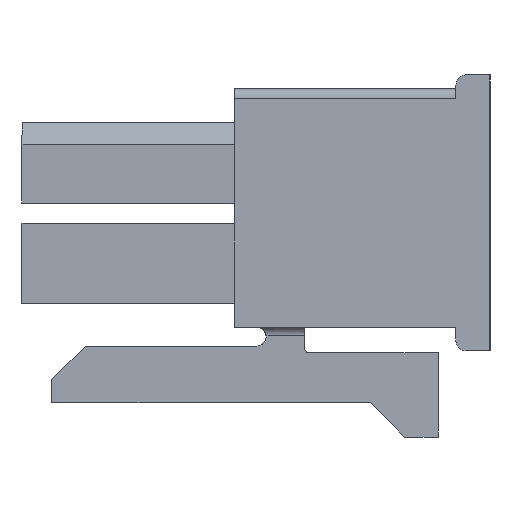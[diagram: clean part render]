
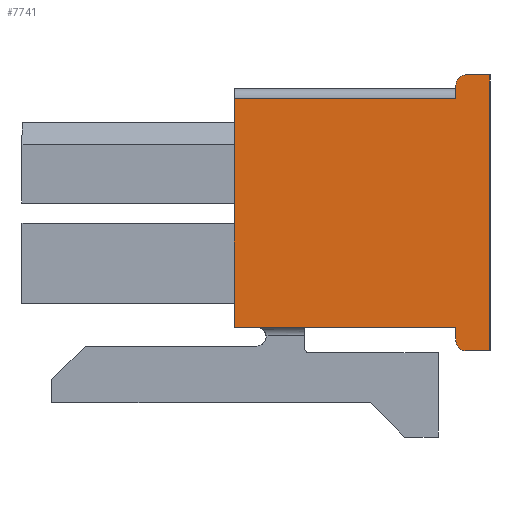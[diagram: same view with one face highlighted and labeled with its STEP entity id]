
A CAD part, left-side view. The second image highlights one B-rep face of the part: STEP entity #7741.
In plain terms, the highlighted planar face has unit normal (-1, 0, 0).
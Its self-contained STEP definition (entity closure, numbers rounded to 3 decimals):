
#2535=DIRECTION('',(0.,1.,0.));
#2536=VECTOR('',#2535,6.63);
#2537=CARTESIAN_POINT('',(-10.93,-2.98,3.43));
#2538=LINE('',#2537,#2536);
#2539=DIRECTION('',(0.,0.,-1.));
#2540=VECTOR('',#2539,0.4);
#2541=CARTESIAN_POINT('',(-10.93,-2.98,3.83));
#2542=LINE('',#2541,#2540);
#2543=CARTESIAN_POINT('',(-10.93,-3.28,3.83));
#2544=DIRECTION('',(-1.,0.,0.));
#2545=DIRECTION('',(0.,0.,1.));
#2546=AXIS2_PLACEMENT_3D('',#2543,#2544,#2545);
#2548=DIRECTION('',(0.,1.,0.));
#2549=VECTOR('',#2548,0.72);
#2550=CARTESIAN_POINT('',(-10.93,-4.,4.13));
#2551=LINE('',#2550,#2549);
#2552=DIRECTION('',(0.,0.,1.));
#2553=VECTOR('',#2552,8.25);
#2554=CARTESIAN_POINT('',(-10.93,-4.,-4.12));
#2555=LINE('',#2554,#2553);
#2556=DIRECTION('',(0.,-1.,0.));
#2557=VECTOR('',#2556,0.73);
#2558=CARTESIAN_POINT('',(-10.93,-3.27,-4.12));
#2559=LINE('',#2558,#2557);
#2560=CARTESIAN_POINT('',(-10.93,-3.27,-3.83));
#2561=DIRECTION('',(-1.,0.,0.));
#2562=DIRECTION('',(0.,1.,0.));
#2563=AXIS2_PLACEMENT_3D('',#2560,#2561,#2562);
#2565=DIRECTION('',(0.,0.,-1.));
#2566=VECTOR('',#2565,0.41);
#2567=CARTESIAN_POINT('',(-10.93,-2.98,-3.42));
#2568=LINE('',#2567,#2566);
#2569=DIRECTION('',(0.,-1.,0.));
#2570=VECTOR('',#2569,6.63);
#2571=CARTESIAN_POINT('',(-10.93,3.65,-3.42));
#2572=LINE('',#2571,#2570);
#2573=DIRECTION('',(0.,0.,-1.));
#2574=VECTOR('',#2573,6.85);
#2575=CARTESIAN_POINT('',(-10.93,3.65,3.43));
#2576=LINE('',#2575,#2574);
#3045=CARTESIAN_POINT('',(-10.93,-2.98,3.43));
#3046=CARTESIAN_POINT('',(-10.93,3.65,3.43));
#3047=VERTEX_POINT('',#3045);
#3048=VERTEX_POINT('',#3046);
#3049=CARTESIAN_POINT('',(-10.93,-2.98,3.83));
#3050=VERTEX_POINT('',#3049);
#3051=CARTESIAN_POINT('',(-10.93,-4.,4.13));
#3052=CARTESIAN_POINT('',(-10.93,-3.28,4.13));
#3053=VERTEX_POINT('',#3051);
#3054=VERTEX_POINT('',#3052);
#3055=CARTESIAN_POINT('',(-10.93,-4.,-4.12));
#3056=VERTEX_POINT('',#3055);
#3057=CARTESIAN_POINT('',(-10.93,-3.27,-4.12));
#3058=VERTEX_POINT('',#3057);
#3059=CARTESIAN_POINT('',(-10.93,-2.98,-3.42));
#3060=CARTESIAN_POINT('',(-10.93,-2.98,-3.83));
#3061=VERTEX_POINT('',#3059);
#3062=VERTEX_POINT('',#3060);
#3063=CARTESIAN_POINT('',(-10.93,3.65,-3.42));
#3064=VERTEX_POINT('',#3063);
#7724=CARTESIAN_POINT('',(-10.93,0.,0.));
#7725=DIRECTION('',(1.,0.,0.));
#7726=DIRECTION('',(0.,1.,0.));
#7727=AXIS2_PLACEMENT_3D('',#7724,#7725,#7726);
#7728=PLANE('',#7727);
#7729=ORIENTED_EDGE('',*,*,#4060,.F.);
#7730=ORIENTED_EDGE('',*,*,#7001,.F.);
#7731=ORIENTED_EDGE('',*,*,#7015,.F.);
#7732=ORIENTED_EDGE('',*,*,#7029,.F.);
#7733=ORIENTED_EDGE('',*,*,#7046,.F.);
#7734=ORIENTED_EDGE('',*,*,#7679,.F.);
#7735=ORIENTED_EDGE('',*,*,#7705,.F.);
#7736=ORIENTED_EDGE('',*,*,#7635,.F.);
#7737=ORIENTED_EDGE('',*,*,#7213,.F.);
#7738=ORIENTED_EDGE('',*,*,#4089,.F.);
#7739=EDGE_LOOP('',(#7729,#7730,#7731,#7732,#7733,#7734,#7735,#7736,#7737,
#7738));
#7740=FACE_OUTER_BOUND('',#7739,.F.);
#7741=ADVANCED_FACE('',(#7740),#7728,.F.);
#2547=CIRCLE('',#2546,0.3);
#2564=CIRCLE('',#2563,0.29);
#4060=EDGE_CURVE('',#3047,#3048,#2538,.T.);
#4089=EDGE_CURVE('',#3048,#3064,#2576,.T.);
#7001=EDGE_CURVE('',#3050,#3047,#2542,.T.);
#7015=EDGE_CURVE('',#3054,#3050,#2547,.T.);
#7029=EDGE_CURVE('',#3053,#3054,#2551,.T.);
#7046=EDGE_CURVE('',#3056,#3053,#2555,.T.);
#7213=EDGE_CURVE('',#3064,#3061,#2572,.T.);
#7635=EDGE_CURVE('',#3061,#3062,#2568,.T.);
#7679=EDGE_CURVE('',#3058,#3056,#2559,.T.);
#7705=EDGE_CURVE('',#3062,#3058,#2564,.T.);
